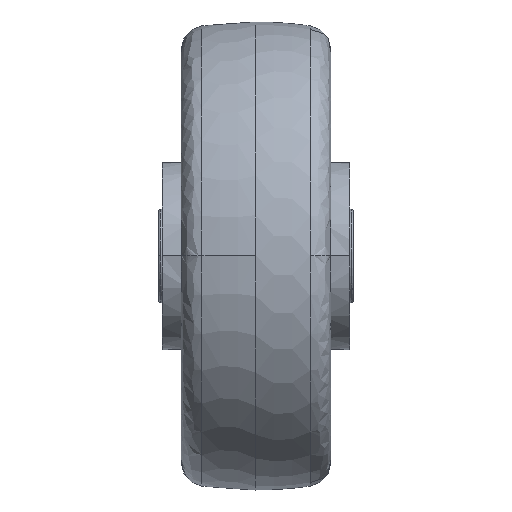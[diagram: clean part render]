
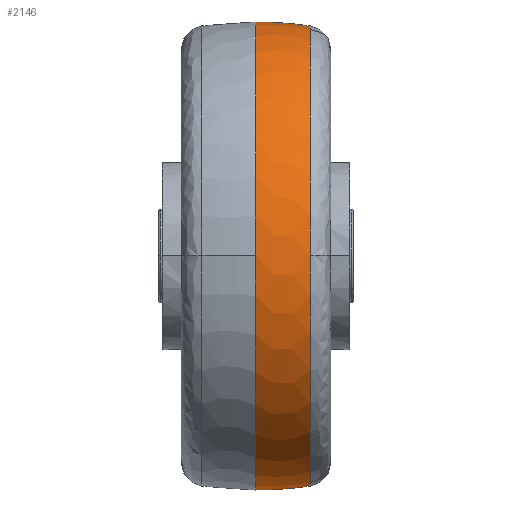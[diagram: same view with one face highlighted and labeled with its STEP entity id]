
A CAD part, top view. The second image highlights one B-rep face of the part: STEP entity #2146.
In plain terms, the highlighted toroidal (fillet/blend) face has major radius 32.499 mm and minor radius 95 mm.
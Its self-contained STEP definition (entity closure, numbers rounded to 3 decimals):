
#78 = CARTESIAN_POINT ( 'NONE',  ( 14.459, 61.459, 0. ) ) ;
#99 = AXIS2_PLACEMENT_3D ( 'NONE', #1490, #1589, #1565 ) ;
#113 = CIRCLE ( 'NONE', #1699, 62.5 ) ;
#313 = EDGE_CURVE ( 'NONE', #4024, #4508, #2837, .T. ) ;
#358 = AXIS2_PLACEMENT_3D ( 'NONE', #1792, #2552, #1121 ) ;
#434 = DIRECTION ( 'NONE',  ( 0., 0., 1. ) ) ;
#461 = DIRECTION ( 'NONE',  ( -1., 0., 0. ) ) ;
#463 = CARTESIAN_POINT ( 'NONE',  ( 0.425, 0., 0. ) ) ;
#495 = FACE_OUTER_BOUND ( 'NONE', #4464, .T. ) ;
#599 = ORIENTED_EDGE ( 'NONE', *, *, #3940, .T. ) ;
#619 = AXIS2_PLACEMENT_3D ( 'NONE', #463, #4150, #3738 ) ;
#701 = EDGE_CURVE ( 'NONE', #1497, #1020, #1023, .T. ) ;
#749 = DIRECTION ( 'NONE',  ( -1., 0., 0. ) ) ;
#762 = EDGE_CURVE ( 'NONE', #1020, #3303, #113, .T. ) ;
#827 = CARTESIAN_POINT ( 'NONE',  ( 14.459, -61.459, 0. ) ) ;
#879 = CARTESIAN_POINT ( 'NONE',  ( 14.459, 0., 61.459 ) ) ;
#1020 = VERTEX_POINT ( 'NONE', #2854 ) ;
#1023 = CIRCLE ( 'NONE', #4602, 95. ) ;
#1121 = DIRECTION ( 'NONE',  ( 0., -1., 0. ) ) ;
#1421 = CIRCLE ( 'NONE', #358, 95. ) ;
#1490 = CARTESIAN_POINT ( 'NONE',  ( 0., 0., 0. ) ) ;
#1497 = VERTEX_POINT ( 'NONE', #827 ) ;
#1565 = DIRECTION ( 'NONE',  ( 0., 0., 1. ) ) ;
#1589 = DIRECTION ( 'NONE',  ( -1., 0., 0. ) ) ;
#1699 = AXIS2_PLACEMENT_3D ( 'NONE', #2591, #749, #434 ) ;
#1792 = CARTESIAN_POINT ( 'NONE',  ( 0.425, -32.499, 0. ) ) ;
#1857 = CARTESIAN_POINT ( 'NONE',  ( 0.425, 32.499, 0. ) ) ;
#2101 = AXIS2_PLACEMENT_3D ( 'NONE', #3072, #461, #4079 ) ;
#2146 = ADVANCED_FACE ( 'NONE', ( #495 ), #3191, .T. ) ;
#2178 = CARTESIAN_POINT ( 'NONE',  ( 0., 62.5, 0. ) ) ;
#2446 = DIRECTION ( 'NONE',  ( 0., 0., 1. ) ) ;
#2550 = EDGE_CURVE ( 'NONE', #3303, #3900, #4597, .T. ) ;
#2552 = DIRECTION ( 'NONE',  ( 0., 0., 1. ) ) ;
#2591 = CARTESIAN_POINT ( 'NONE',  ( 0., 0., 0. ) ) ;
#2730 = CARTESIAN_POINT ( 'NONE',  ( 14.459, 0., 0. ) ) ;
#2772 = DIRECTION ( 'NONE',  ( -1., 0., 0. ) ) ;
#2837 = CIRCLE ( 'NONE', #3413, 61.459 ) ;
#2854 = CARTESIAN_POINT ( 'NONE',  ( 0., -62.5, 0. ) ) ;
#2958 = DIRECTION ( 'NONE',  ( -1., 0., 0. ) ) ;
#2961 = ORIENTED_EDGE ( 'NONE', *, *, #313, .T. ) ;
#2987 = ORIENTED_EDGE ( 'NONE', *, *, #762, .F. ) ;
#3072 = CARTESIAN_POINT ( 'NONE',  ( 14.459, 0., 0. ) ) ;
#3175 = ORIENTED_EDGE ( 'NONE', *, *, #3269, .T. ) ;
#3191 = TOROIDAL_SURFACE ( 'NONE', #619, -32.499, 95. ) ;
#3211 = CIRCLE ( 'NONE', #2101, 61.459 ) ;
#3269 = EDGE_CURVE ( 'NONE', #1497, #4024, #3211, .T. ) ;
#3303 = VERTEX_POINT ( 'NONE', #3735 ) ;
#3413 = AXIS2_PLACEMENT_3D ( 'NONE', #2730, #2772, #2446 ) ;
#3643 = DIRECTION ( 'NONE',  ( 0., 0., -1. ) ) ;
#3735 = CARTESIAN_POINT ( 'NONE',  ( 0., 0., 62.5 ) ) ;
#3738 = DIRECTION ( 'NONE',  ( 0., -1., 0. ) ) ;
#3900 = VERTEX_POINT ( 'NONE', #2178 ) ;
#3940 = EDGE_CURVE ( 'NONE', #4508, #3900, #1421, .T. ) ;
#4024 = VERTEX_POINT ( 'NONE', #879 ) ;
#4079 = DIRECTION ( 'NONE',  ( 0., 0., 1. ) ) ;
#4150 = DIRECTION ( 'NONE',  ( -1., 0., 0. ) ) ;
#4399 = ORIENTED_EDGE ( 'NONE', *, *, #2550, .F. ) ;
#4417 = ORIENTED_EDGE ( 'NONE', *, *, #701, .F. ) ;
#4464 = EDGE_LOOP ( 'NONE', ( #3175, #2961, #599, #4399, #2987, #4417 ) ) ;
#4508 = VERTEX_POINT ( 'NONE', #78 ) ;
#4597 = CIRCLE ( 'NONE', #99, 62.5 ) ;
#4602 = AXIS2_PLACEMENT_3D ( 'NONE', #1857, #3643, #2958 ) ;
